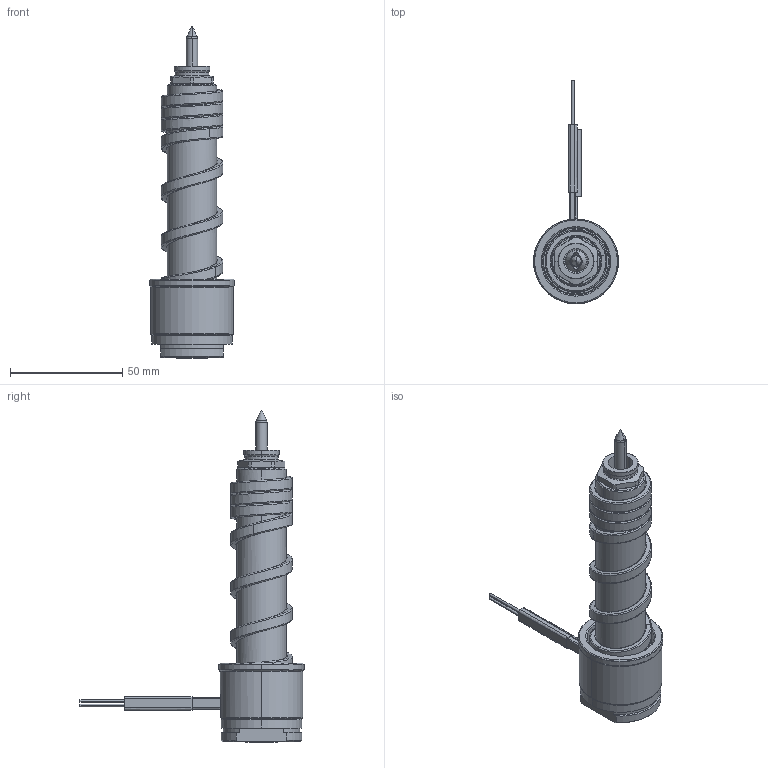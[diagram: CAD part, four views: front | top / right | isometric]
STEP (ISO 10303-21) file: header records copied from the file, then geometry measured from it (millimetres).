
FILE_DESCRIPTION((''),'2;1');
FILE_NAME('LS-136-BKV-N','2014-03-03T',('Íàòàëüÿ'),('IMID'),'PRO/ENGINEER BY PARAMETRIC TECHNOLOGY CORPORATION, 2010180','PRO/ENGINEER BY PARAMETRIC TECHNOLOGY CORPORATION, 2010180','');
FILE_SCHEMA(('CONFIG_CONTROL_DESIGN'));
Length unit declared in the file: millimetre
Products named in the file (1): LS-136-BKV-N
Bounding box: 38 x 100 x 148.2 mm (x, y, z)
Volume: 69272.8 mm3; surface area: 31068.7 mm2
Topology: 1 solids, 9 shells, 329 faces, 835 edges, 497 vertices
Faces by surface type: cylinder 110, cone 62, bspline 56, plane 51, torus 33, revolution 9, extrusion 8
Entity records: 18632 total; most frequent: CARTESIAN_POINT 11095, ORIENTED_EDGE 1626, DIRECTION 1458, EDGE_CURVE 825, AXIS2_PLACEMENT_3D 577, VERTEX_POINT 497, EDGE_LOOP 352, FACE_OUTER_BOUND 329
